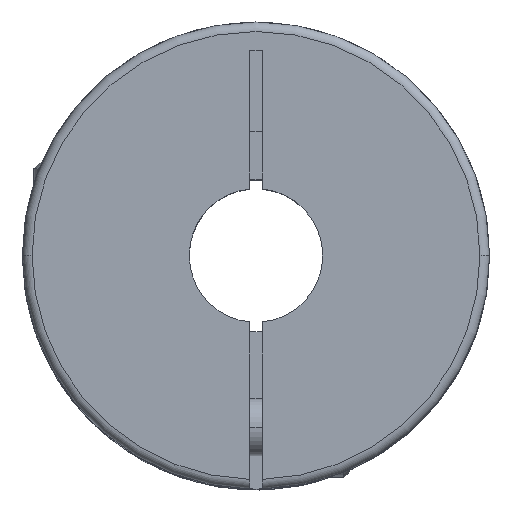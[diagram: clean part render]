
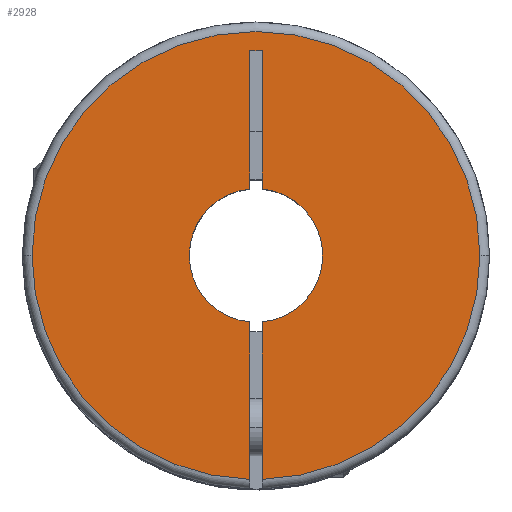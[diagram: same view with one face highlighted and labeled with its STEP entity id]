
A CAD part, top view. The second image highlights one B-rep face of the part: STEP entity #2928.
In plain terms, the highlighted planar face has unit normal (0, 0, 1).
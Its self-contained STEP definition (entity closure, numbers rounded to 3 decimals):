
#96 = FACE_OUTER_BOUND ( 'NONE', #4495, .T. ) ;
#118 = DIRECTION ( 'NONE',  ( -1., 0., 0. ) ) ;
#128 = CIRCLE ( 'NONE', #2000, 7. ) ;
#173 = CARTESIAN_POINT ( 'NONE',  ( -0.65, 21.5, 0. ) ) ;
#364 = VERTEX_POINT ( 'NONE', #2738 ) ;
#374 = VERTEX_POINT ( 'NONE', #605 ) ;
#456 = LINE ( 'NONE', #4085, #4217 ) ;
#547 = CARTESIAN_POINT ( 'NONE',  ( 0.65, 21.5, 0. ) ) ;
#568 = ORIENTED_EDGE ( 'NONE', *, *, #2321, .F. ) ;
#605 = CARTESIAN_POINT ( 'NONE',  ( -0.65, -23.491, 0. ) ) ;
#622 = CIRCLE ( 'NONE', #1881, 7. ) ;
#650 = ORIENTED_EDGE ( 'NONE', *, *, #1289, .T. ) ;
#656 = CIRCLE ( 'NONE', #2209, 23.5 ) ;
#718 = CARTESIAN_POINT ( 'NONE',  ( 0.65, -24.5, 0. ) ) ;
#736 = DIRECTION ( 'NONE',  ( -1., 0., 0. ) ) ;
#770 = CARTESIAN_POINT ( 'NONE',  ( 0., 0., 0. ) ) ;
#774 = ORIENTED_EDGE ( 'NONE', *, *, #871, .F. ) ;
#791 = DIRECTION ( 'NONE',  ( 0., 0., -1. ) ) ;
#871 = EDGE_CURVE ( 'NONE', #3229, #1763, #4227, .T. ) ;
#899 = CARTESIAN_POINT ( 'NONE',  ( 0., 0., 0. ) ) ;
#923 = CARTESIAN_POINT ( 'NONE',  ( -0.65, -6.97, 0. ) ) ;
#960 = EDGE_CURVE ( 'NONE', #364, #1143, #456, .T. ) ;
#971 = EDGE_CURVE ( 'NONE', #1863, #3512, #4016, .T. ) ;
#1058 = CARTESIAN_POINT ( 'NONE',  ( -0.65, 21.5, 0. ) ) ;
#1061 = DIRECTION ( 'NONE',  ( -1., 0., 0. ) ) ;
#1101 = DIRECTION ( 'NONE',  ( -1., 0., 0. ) ) ;
#1125 = DIRECTION ( 'NONE',  ( -1., 0., 0. ) ) ;
#1143 = VERTEX_POINT ( 'NONE', #1312 ) ;
#1231 = ORIENTED_EDGE ( 'NONE', *, *, #960, .F. ) ;
#1235 = EDGE_CURVE ( 'NONE', #1763, #1863, #1452, .T. ) ;
#1285 = AXIS2_PLACEMENT_3D ( 'NONE', #899, #2664, #118 ) ;
#1289 = EDGE_CURVE ( 'NONE', #2699, #2768, #4581, .T. ) ;
#1312 = CARTESIAN_POINT ( 'NONE',  ( 0.65, -6.97, 0. ) ) ;
#1324 = ORIENTED_EDGE ( 'NONE', *, *, #3145, .F. ) ;
#1386 = DIRECTION ( 'NONE',  ( 0., 1., 0. ) ) ;
#1452 = LINE ( 'NONE', #4288, #2948 ) ;
#1517 = DIRECTION ( 'NONE',  ( 0., 0., -1. ) ) ;
#1536 = VECTOR ( 'NONE', #3354, 1000. ) ;
#1543 = DIRECTION ( 'NONE',  ( 0., 1., 0. ) ) ;
#1569 = ORIENTED_EDGE ( 'NONE', *, *, #1235, .F. ) ;
#1675 = EDGE_CURVE ( 'NONE', #2768, #3512, #622, .T. ) ;
#1747 = CARTESIAN_POINT ( 'NONE',  ( 0.65, 6.97, 0. ) ) ;
#1763 = VERTEX_POINT ( 'NONE', #547 ) ;
#1863 = VERTEX_POINT ( 'NONE', #1058 ) ;
#1881 = AXIS2_PLACEMENT_3D ( 'NONE', #3375, #4125, #1989 ) ;
#1989 = DIRECTION ( 'NONE',  ( -1., 0., 0. ) ) ;
#2000 = AXIS2_PLACEMENT_3D ( 'NONE', #770, #791, #1125 ) ;
#2068 = CIRCLE ( 'NONE', #3785, 23.5 ) ;
#2170 = DIRECTION ( 'NONE',  ( -1., 0., 0. ) ) ;
#2193 = CARTESIAN_POINT ( 'NONE',  ( 0., 0., 0. ) ) ;
#2209 = AXIS2_PLACEMENT_3D ( 'NONE', #3601, #4232, #1101 ) ;
#2321 = EDGE_CURVE ( 'NONE', #3652, #3339, #4482, .T. ) ;
#2352 = LINE ( 'NONE', #3768, #3304 ) ;
#2498 = CARTESIAN_POINT ( 'NONE',  ( -7., 0., 0. ) ) ;
#2581 = AXIS2_PLACEMENT_3D ( 'NONE', #3214, #3945, #736 ) ;
#2664 = DIRECTION ( 'NONE',  ( 0., 0., -1. ) ) ;
#2699 = VERTEX_POINT ( 'NONE', #923 ) ;
#2738 = CARTESIAN_POINT ( 'NONE',  ( 0.65, -23.491, 0. ) ) ;
#2768 = VERTEX_POINT ( 'NONE', #2498 ) ;
#2886 = ORIENTED_EDGE ( 'NONE', *, *, #3290, .T. ) ;
#2928 = ADVANCED_FACE ( 'NONE', ( #96 ), #4358, .F. ) ;
#2933 = DIRECTION ( 'NONE',  ( 0., -1., 0. ) ) ;
#2948 = VECTOR ( 'NONE', #2170, 1000. ) ;
#2949 = ORIENTED_EDGE ( 'NONE', *, *, #971, .F. ) ;
#3070 = ORIENTED_EDGE ( 'NONE', *, *, #4431, .F. ) ;
#3080 = AXIS2_PLACEMENT_3D ( 'NONE', #2193, #1517, #2933 ) ;
#3086 = CARTESIAN_POINT ( 'NONE',  ( -23.5, 0., 0. ) ) ;
#3145 = EDGE_CURVE ( 'NONE', #2699, #374, #2352, .T. ) ;
#3214 = CARTESIAN_POINT ( 'NONE',  ( 0., 0., 0. ) ) ;
#3229 = VERTEX_POINT ( 'NONE', #1747 ) ;
#3276 = EDGE_CURVE ( 'NONE', #3339, #364, #656, .T. ) ;
#3290 = EDGE_CURVE ( 'NONE', #3229, #1143, #128, .T. ) ;
#3304 = VECTOR ( 'NONE', #4209, 1000. ) ;
#3315 = VECTOR ( 'NONE', #1386, 1000. ) ;
#3339 = VERTEX_POINT ( 'NONE', #3557 ) ;
#3354 = DIRECTION ( 'NONE',  ( 0., -1., 0. ) ) ;
#3375 = CARTESIAN_POINT ( 'NONE',  ( 0., 0., 0. ) ) ;
#3436 = CARTESIAN_POINT ( 'NONE',  ( -0.65, 6.97, 0. ) ) ;
#3452 = ORIENTED_EDGE ( 'NONE', *, *, #3276, .F. ) ;
#3512 = VERTEX_POINT ( 'NONE', #3436 ) ;
#3557 = CARTESIAN_POINT ( 'NONE',  ( 23.5, 0., 0. ) ) ;
#3601 = CARTESIAN_POINT ( 'NONE',  ( 0., 0., 0. ) ) ;
#3652 = VERTEX_POINT ( 'NONE', #3086 ) ;
#3768 = CARTESIAN_POINT ( 'NONE',  ( -0.65, 21.5, 0. ) ) ;
#3785 = AXIS2_PLACEMENT_3D ( 'NONE', #4587, #4215, #1061 ) ;
#3945 = DIRECTION ( 'NONE',  ( 0., 0., -1. ) ) ;
#4016 = LINE ( 'NONE', #173, #1536 ) ;
#4085 = CARTESIAN_POINT ( 'NONE',  ( 0.65, -24.5, 0. ) ) ;
#4125 = DIRECTION ( 'NONE',  ( 0., 0., -1. ) ) ;
#4174 = ORIENTED_EDGE ( 'NONE', *, *, #1675, .T. ) ;
#4209 = DIRECTION ( 'NONE',  ( 0., -1., 0. ) ) ;
#4215 = DIRECTION ( 'NONE',  ( 0., 0., -1. ) ) ;
#4217 = VECTOR ( 'NONE', #1543, 1000. ) ;
#4227 = LINE ( 'NONE', #718, #3315 ) ;
#4232 = DIRECTION ( 'NONE',  ( 0., 0., -1. ) ) ;
#4288 = CARTESIAN_POINT ( 'NONE',  ( 0.65, 21.5, 0. ) ) ;
#4358 = PLANE ( 'NONE',  #3080 ) ;
#4431 = EDGE_CURVE ( 'NONE', #374, #3652, #2068, .T. ) ;
#4482 = CIRCLE ( 'NONE', #1285, 23.5 ) ;
#4495 = EDGE_LOOP ( 'NONE', ( #3070, #1324, #650, #4174, #2949, #1569, #774, #2886, #1231, #3452, #568 ) ) ;
#4581 = CIRCLE ( 'NONE', #2581, 7. ) ;
#4587 = CARTESIAN_POINT ( 'NONE',  ( 0., 0., 0. ) ) ;
